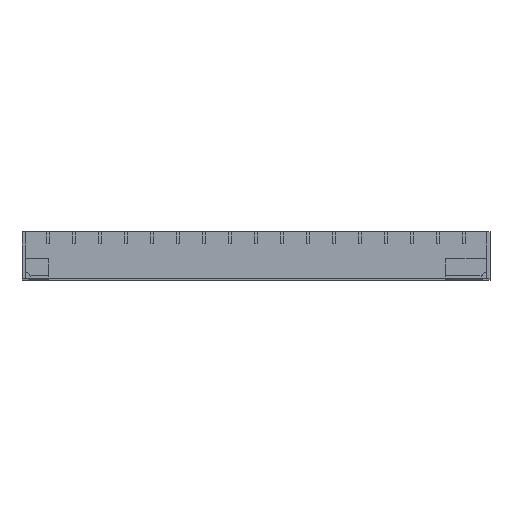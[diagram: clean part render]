
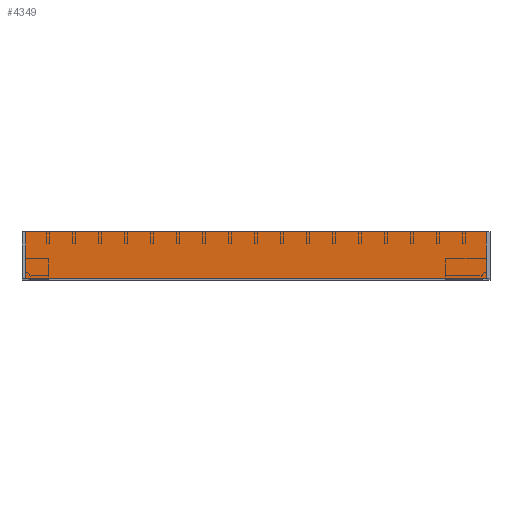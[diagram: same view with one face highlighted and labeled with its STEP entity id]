
A CAD part, top view. The second image highlights one B-rep face of the part: STEP entity #4349.
In plain terms, the highlighted planar face has unit normal (0, 0, 1).
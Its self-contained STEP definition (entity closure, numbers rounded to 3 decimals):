
#146 = ORIENTED_EDGE ( 'NONE', *, *, #4163, .T. ) ;
#311 = EDGE_CURVE ( 'NONE', #2774, #5140, #1453, .T. ) ;
#596 = FACE_OUTER_BOUND ( 'NONE', #4177, .T. ) ;
#681 = CARTESIAN_POINT ( 'NONE',  ( -63.234, 5.593, 3. ) ) ;
#773 = ORIENTED_EDGE ( 'NONE', *, *, #311, .T. ) ;
#832 = DIRECTION ( 'NONE',  ( -1., 0., 0. ) ) ;
#1007 = CARTESIAN_POINT ( 'NONE',  ( 330.766, 45.593, 3. ) ) ;
#1204 = DIRECTION ( 'NONE',  ( 1., 0., 0. ) ) ;
#1211 = LINE ( 'NONE', #3040, #4943 ) ;
#1453 = LINE ( 'NONE', #5818, #4696 ) ;
#1549 = ORIENTED_EDGE ( 'NONE', *, *, #3109, .T. ) ;
#1686 = DIRECTION ( 'NONE',  ( 0., -1., 0. ) ) ;
#1787 = VECTOR ( 'NONE', #2951, 1000. ) ;
#1824 = VECTOR ( 'NONE', #832, 1000. ) ;
#2666 = PLANE ( 'NONE',  #4845 ) ;
#2774 = VERTEX_POINT ( 'NONE', #6125 ) ;
#2951 = DIRECTION ( 'NONE',  ( 0., 1., 0. ) ) ;
#3040 = CARTESIAN_POINT ( 'NONE',  ( -63.234, 5.593, 3. ) ) ;
#3063 = DIRECTION ( 'NONE',  ( 1., 0., 0. ) ) ;
#3109 = EDGE_CURVE ( 'NONE', #5327, #5893, #5828, .T. ) ;
#4114 = DIRECTION ( 'NONE',  ( 0., 0., 1. ) ) ;
#4163 = EDGE_CURVE ( 'NONE', #5140, #5327, #1211, .T. ) ;
#4177 = EDGE_LOOP ( 'NONE', ( #773, #146, #1549, #6203 ) ) ;
#4349 = ADVANCED_FACE ( 'NONE', ( #596 ), #2666, .T. ) ;
#4544 = LINE ( 'NONE', #6153, #1824 ) ;
#4576 = EDGE_CURVE ( 'NONE', #5893, #2774, #4544, .T. ) ;
#4663 = CARTESIAN_POINT ( 'NONE',  ( 330.766, 45.593, 3. ) ) ;
#4696 = VECTOR ( 'NONE', #1686, 1000. ) ;
#4845 = AXIS2_PLACEMENT_3D ( 'NONE', #6042, #4114, #1204 ) ;
#4943 = VECTOR ( 'NONE', #3063, 1000. ) ;
#5140 = VERTEX_POINT ( 'NONE', #681 ) ;
#5327 = VERTEX_POINT ( 'NONE', #5678 ) ;
#5678 = CARTESIAN_POINT ( 'NONE',  ( 330.766, 5.593, 3. ) ) ;
#5818 = CARTESIAN_POINT ( 'NONE',  ( -63.234, 45.593, 3. ) ) ;
#5828 = LINE ( 'NONE', #1007, #1787 ) ;
#5893 = VERTEX_POINT ( 'NONE', #4663 ) ;
#6042 = CARTESIAN_POINT ( 'NONE',  ( -63.234, 5.593, 3. ) ) ;
#6125 = CARTESIAN_POINT ( 'NONE',  ( -63.234, 45.593, 3. ) ) ;
#6153 = CARTESIAN_POINT ( 'NONE',  ( -63.234, 45.593, 3. ) ) ;
#6203 = ORIENTED_EDGE ( 'NONE', *, *, #4576, .T. ) ;
